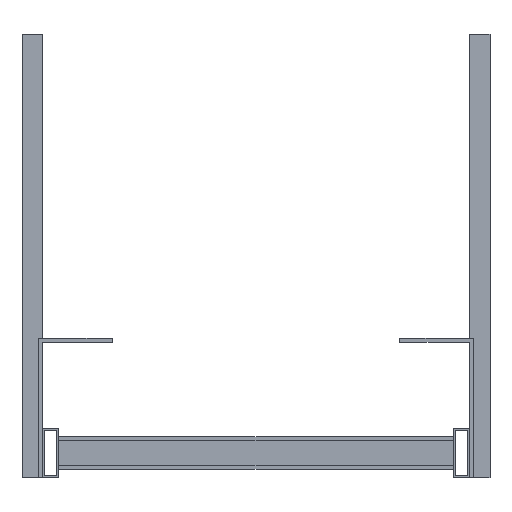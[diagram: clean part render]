
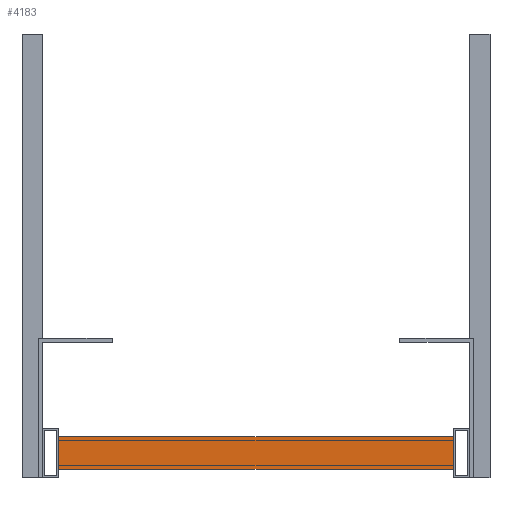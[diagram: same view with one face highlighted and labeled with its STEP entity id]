
A CAD part, front view. The second image highlights one B-rep face of the part: STEP entity #4183.
In plain terms, the highlighted planar face has unit normal (0, -1, 0).
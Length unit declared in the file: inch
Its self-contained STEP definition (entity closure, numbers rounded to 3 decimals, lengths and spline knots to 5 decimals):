
#47 = LINE ( 'NONE', #2203, #7140 ) ;
#104 = LINE ( 'NONE', #4639, #5807 ) ;
#197 = ORIENTED_EDGE ( 'NONE', *, *, #786, .T. ) ;
#231 = CARTESIAN_POINT ( 'NONE',  ( -12., -165.5, 1. ) ) ;
#447 = VERTEX_POINT ( 'NONE', #6972 ) ;
#551 = DIRECTION ( 'NONE',  ( 0., 1., 0. ) ) ;
#704 = FACE_OUTER_BOUND ( 'NONE', #2152, .T. ) ;
#740 = CARTESIAN_POINT ( 'NONE',  ( -12., -165.5, -1. ) ) ;
#786 = EDGE_CURVE ( 'NONE', #5919, #447, #104, .T. ) ;
#1853 = CARTESIAN_POINT ( 'NONE',  ( -12., -165.5, 1. ) ) ;
#1892 = CARTESIAN_POINT ( 'NONE',  ( 12., -165.5, 1. ) ) ;
#1950 = CARTESIAN_POINT ( 'NONE',  ( -14.23607, -165.5, 1. ) ) ;
#2152 = EDGE_LOOP ( 'NONE', ( #6074, #197, #5316, #5752 ) ) ;
#2203 = CARTESIAN_POINT ( 'NONE',  ( 12., -165.5, 1. ) ) ;
#2319 = DIRECTION ( 'NONE',  ( 0., 0., 1. ) ) ;
#2467 = DIRECTION ( 'NONE',  ( 1., 0., 0. ) ) ;
#2529 = EDGE_CURVE ( 'NONE', #447, #4632, #47, .T. ) ;
#2623 = AXIS2_PLACEMENT_3D ( 'NONE', #6936, #551, #4081 ) ;
#2853 = PLANE ( 'NONE',  #2623 ) ;
#3358 = EDGE_CURVE ( 'NONE', #5919, #5400, #4069, .T. ) ;
#3573 = LINE ( 'NONE', #1950, #4887 ) ;
#3926 = DIRECTION ( 'NONE',  ( 1., 0., 0. ) ) ;
#4069 = LINE ( 'NONE', #1853, #6654 ) ;
#4081 = DIRECTION ( 'NONE',  ( 0., 0., 1. ) ) ;
#4183 = ADVANCED_FACE ( 'NONE', ( #704 ), #2853, .F. ) ;
#4632 = VERTEX_POINT ( 'NONE', #1892 ) ;
#4639 = CARTESIAN_POINT ( 'NONE',  ( -14.23607, -165.5, -1. ) ) ;
#4887 = VECTOR ( 'NONE', #2467, 39.37008 ) ;
#5316 = ORIENTED_EDGE ( 'NONE', *, *, #2529, .T. ) ;
#5400 = VERTEX_POINT ( 'NONE', #231 ) ;
#5678 = DIRECTION ( 'NONE',  ( 0., 0., 1. ) ) ;
#5752 = ORIENTED_EDGE ( 'NONE', *, *, #6637, .F. ) ;
#5807 = VECTOR ( 'NONE', #3926, 39.37008 ) ;
#5919 = VERTEX_POINT ( 'NONE', #740 ) ;
#6074 = ORIENTED_EDGE ( 'NONE', *, *, #3358, .F. ) ;
#6637 = EDGE_CURVE ( 'NONE', #5400, #4632, #3573, .T. ) ;
#6654 = VECTOR ( 'NONE', #5678, 39.37008 ) ;
#6936 = CARTESIAN_POINT ( 'NONE',  ( -14.23607, -165.5, 1. ) ) ;
#6972 = CARTESIAN_POINT ( 'NONE',  ( 12., -165.5, -1. ) ) ;
#7140 = VECTOR ( 'NONE', #2319, 39.37008 ) ;
